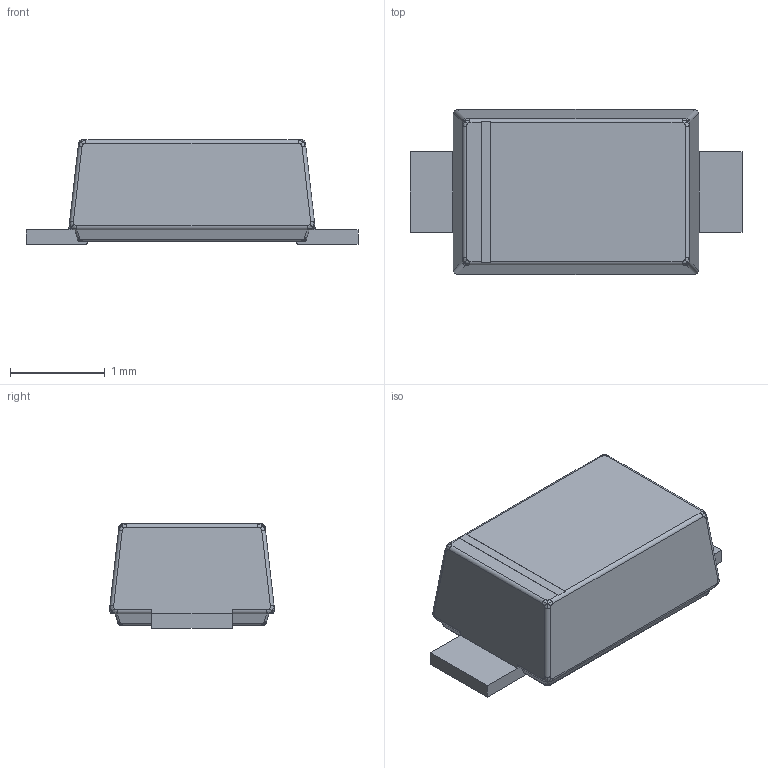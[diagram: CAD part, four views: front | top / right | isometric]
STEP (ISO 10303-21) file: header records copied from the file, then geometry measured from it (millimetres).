
FILE_DESCRIPTION(/* description */ (''),/* implementation_level */ '2;1');
FILE_NAME(/* name */ 'Nexperia - SOD-123W.step',/* time_stamp */ '2019-12-15T01:19:45+00:00',/* author */ (''),/* organization */ (''),/* preprocessor_version */ 'ST-DEVELOPER v18',/* originating_system */ 'Autodesk Translation Framework v8.12.0.6',/* authorisation */ '');
FILE_SCHEMA (('AUTOMOTIVE_DESIGN { 1 0 10303 214 3 1 1 }'));
Length unit declared in the file: millimetre
Products named in the file (1): Nexperia - SOD-123W
Bounding box: 3.5 x 1.74 x 1.1 mm (x, y, z)
Volume: 4.5 mm3; surface area: 18.5 mm2
Topology: 1 solids, 1 shells, 130 faces, 348 edges, 220 vertices
Faces by surface type: bspline 72, plane 30, cylinder 28
Entity records: 6679 total; most frequent: CARTESIAN_POINT 3579, ORIENTED_EDGE 696, DIRECTION 562, EDGE_CURVE 348, AXIS2_PLACEMENT_3D 227, VERTEX_POINT 220, CIRCLE 164, FACE_OUTER_BOUND 130
